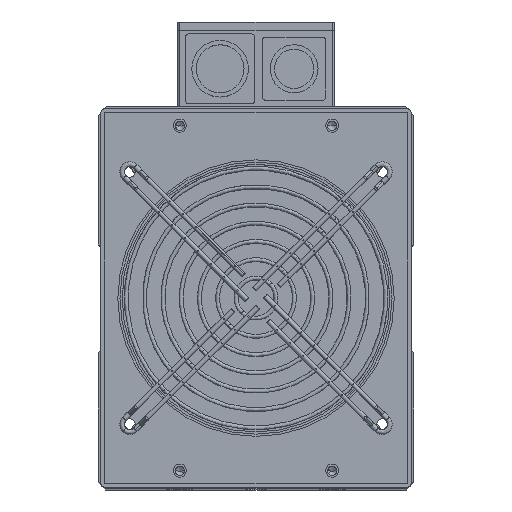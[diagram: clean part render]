
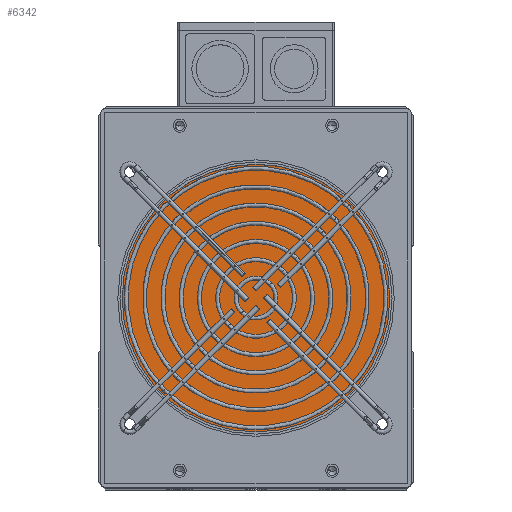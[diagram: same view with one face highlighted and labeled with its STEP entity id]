
A CAD part, top view. The second image highlights one B-rep face of the part: STEP entity #6342.
In plain terms, the highlighted planar face has unit normal (0, 0, 1).
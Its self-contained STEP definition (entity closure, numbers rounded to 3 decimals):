
#343 = FACE_OUTER_BOUND ( 'NONE', #20086, .T. ) ;
#4945 = CIRCLE ( 'NONE', #19699, 61.5 ) ;
#5379 = AXIS2_PLACEMENT_3D ( 'NONE', #27917, #10389, #25747 ) ;
#6342 = ADVANCED_FACE ( 'N', ( #343 ), #15175, .F. ) ;
#7136 = CARTESIAN_POINT ( 'NONE',  ( 0., 0., -37.8 ) ) ;
#8370 = ORIENTED_EDGE ( 'NONE', *, *, #23530, .T. ) ;
#9676 = DIRECTION ( 'NONE',  ( 0., 0., 1. ) ) ;
#10389 = DIRECTION ( 'NONE',  ( 0., 0., -1. ) ) ;
#11908 = DIRECTION ( 'NONE',  ( 0., 0., 1. ) ) ;
#12204 = EDGE_CURVE ( 'NONE', #24072, #18878, #30499, .T. ) ;
#13904 = CARTESIAN_POINT ( 'NONE',  ( -61.5, 0., -37.8 ) ) ;
#15175 = PLANE ( 'NONE',  #5379 ) ;
#18878 = VERTEX_POINT ( 'NONE', #29223 ) ;
#19699 = AXIS2_PLACEMENT_3D ( 'NONE', #32139, #11908, #31818 ) ;
#20086 = EDGE_LOOP ( 'NONE', ( #8370, #25855 ) ) ;
#22316 = AXIS2_PLACEMENT_3D ( 'NONE', #7136, #9676, #27463 ) ;
#23530 = EDGE_CURVE ( 'NONE', #18878, #24072, #4945, .T. ) ;
#24072 = VERTEX_POINT ( 'NONE', #13904 ) ;
#25747 = DIRECTION ( 'NONE',  ( -1., 0., 0. ) ) ;
#25855 = ORIENTED_EDGE ( 'NONE', *, *, #12204, .T. ) ;
#27463 = DIRECTION ( 'NONE',  ( 1., 0., 0. ) ) ;
#27917 = CARTESIAN_POINT ( 'NONE',  ( 0., 0., -37.8 ) ) ;
#29223 = CARTESIAN_POINT ( 'NONE',  ( 61.5, 0., -37.8 ) ) ;
#30499 = CIRCLE ( 'NONE', #22316, 61.5 ) ;
#31818 = DIRECTION ( 'NONE',  ( 1., 0., 0. ) ) ;
#32139 = CARTESIAN_POINT ( 'NONE',  ( 0., 0., -37.8 ) ) ;
